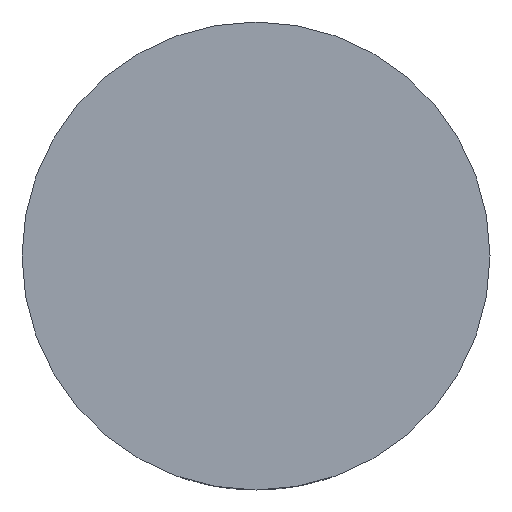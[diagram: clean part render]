
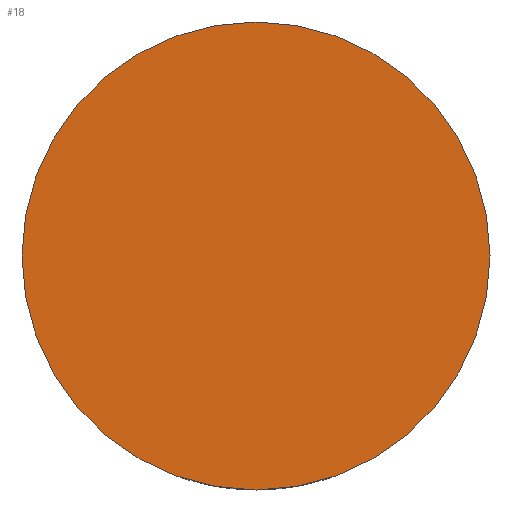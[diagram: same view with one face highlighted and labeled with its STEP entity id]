
A CAD part, front view. The second image highlights one B-rep face of the part: STEP entity #18.
In plain terms, the highlighted planar face has unit normal (0, -1, 0).
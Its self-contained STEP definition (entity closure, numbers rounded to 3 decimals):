
#17 = AXIS2_PLACEMENT_3D ( 'NONE', #280, #303, #162 ) ;
#18 = ADVANCED_FACE ( 'NONE', ( #326 ), #112, .F. ) ;
#20 = EDGE_CURVE ( 'NONE', #85, #237, #336, .T. ) ;
#22 = ORIENTED_EDGE ( 'NONE', *, *, #20, .F. ) ;
#37 = ORIENTED_EDGE ( 'NONE', *, *, #301, .F. ) ;
#50 = AXIS2_PLACEMENT_3D ( 'NONE', #178, #215, #292 ) ;
#85 = VERTEX_POINT ( 'NONE', #324 ) ;
#88 = EDGE_LOOP ( 'NONE', ( #22, #37 ) ) ;
#89 = CARTESIAN_POINT ( 'NONE',  ( 0., 0., 0. ) ) ;
#112 = PLANE ( 'NONE',  #138 ) ;
#138 = AXIS2_PLACEMENT_3D ( 'NONE', #89, #172, #341 ) ;
#162 = DIRECTION ( 'NONE',  ( 0., 0., 1. ) ) ;
#172 = DIRECTION ( 'NONE',  ( 0., 1., 0. ) ) ;
#178 = CARTESIAN_POINT ( 'NONE',  ( 0., 0., 0. ) ) ;
#215 = DIRECTION ( 'NONE',  ( 0., 1., 0. ) ) ;
#237 = VERTEX_POINT ( 'NONE', #240 ) ;
#240 = CARTESIAN_POINT ( 'NONE',  ( 0., 0., 5. ) ) ;
#280 = CARTESIAN_POINT ( 'NONE',  ( 0., 0., 0. ) ) ;
#292 = DIRECTION ( 'NONE',  ( 0., 0., 1. ) ) ;
#301 = EDGE_CURVE ( 'NONE', #237, #85, #312, .T. ) ;
#303 = DIRECTION ( 'NONE',  ( 0., 1., 0. ) ) ;
#312 = CIRCLE ( 'NONE', #17, 5. ) ;
#324 = CARTESIAN_POINT ( 'NONE',  ( 0., 0., -5. ) ) ;
#326 = FACE_OUTER_BOUND ( 'NONE', #88, .T. ) ;
#336 = CIRCLE ( 'NONE', #50, 5. ) ;
#341 = DIRECTION ( 'NONE',  ( 0., 0., 1. ) ) ;
